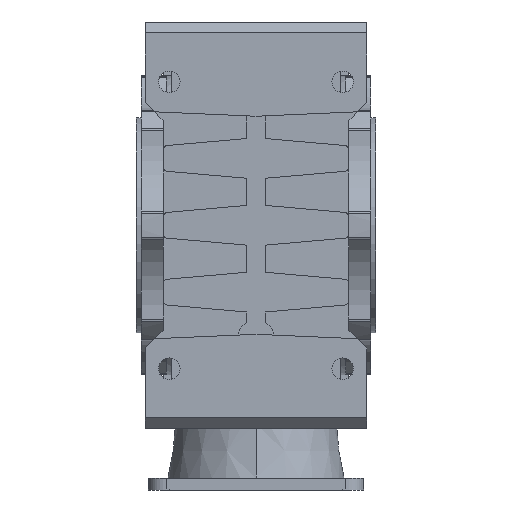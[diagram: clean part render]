
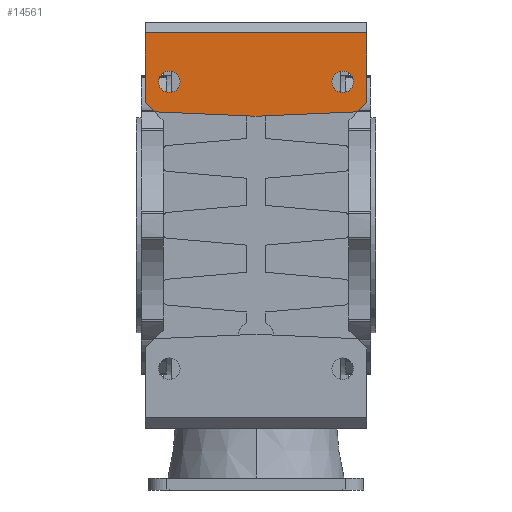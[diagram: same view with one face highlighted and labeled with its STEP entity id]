
A CAD part, front view. The second image highlights one B-rep face of the part: STEP entity #14561.
In plain terms, the highlighted planar face has unit normal (0, -1, 0).
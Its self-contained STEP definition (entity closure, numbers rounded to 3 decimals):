
#108 = EDGE_CURVE ( 'NONE', #22602, #18007, #20802, .T. ) ;
#185 = DIRECTION ( 'NONE',  ( 0., 1., 0. ) ) ;
#392 = CARTESIAN_POINT ( 'NONE',  ( 92.5, -170., 102.639 ) ) ;
#888 = ORIENTED_EDGE ( 'NONE', *, *, #9703, .T. ) ;
#890 = VERTEX_POINT ( 'NONE', #14353 ) ;
#948 = DIRECTION ( 'NONE',  ( 0.707, 0., -0.707 ) ) ;
#1014 = EDGE_LOOP ( 'NONE', ( #22577, #888 ) ) ;
#1036 = LINE ( 'NONE', #16117, #14815 ) ;
#1715 = VECTOR ( 'NONE', #10643, 1000. ) ;
#1915 = CARTESIAN_POINT ( 'NONE',  ( -72.5, -170., 120. ) ) ;
#2204 = CARTESIAN_POINT ( 'NONE',  ( -84.762, -170., 94.901 ) ) ;
#2402 = CIRCLE ( 'NONE', #21121, 9. ) ;
#2679 = DIRECTION ( 'NONE',  ( 0., 1., 0. ) ) ;
#2723 = ORIENTED_EDGE ( 'NONE', *, *, #108, .T. ) ;
#2752 = CARTESIAN_POINT ( 'NONE',  ( -92.5, -170., 102.639 ) ) ;
#2945 = FACE_BOUND ( 'NONE', #1014, .T. ) ;
#2967 = ORIENTED_EDGE ( 'NONE', *, *, #21812, .T. ) ;
#3102 = DIRECTION ( 'NONE',  ( -1., 0., 0. ) ) ;
#3668 = EDGE_LOOP ( 'NONE', ( #22852, #13070 ) ) ;
#4507 = CARTESIAN_POINT ( 'NONE',  ( 72.5, -170., 120. ) ) ;
#4510 = DIRECTION ( 'NONE',  ( 0., 0., 1. ) ) ;
#4534 = ORIENTED_EDGE ( 'NONE', *, *, #18757, .T. ) ;
#4901 = EDGE_CURVE ( 'NONE', #18007, #7994, #5607, .T. ) ;
#5031 = CARTESIAN_POINT ( 'NONE',  ( 0., -170., 91.2 ) ) ;
#5607 = LINE ( 'NONE', #17748, #8752 ) ;
#6140 = CIRCLE ( 'NONE', #21296, 9. ) ;
#6763 = AXIS2_PLACEMENT_3D ( 'NONE', #1915, #185, #18087 ) ;
#6919 = EDGE_CURVE ( 'NONE', #11702, #11256, #17042, .T. ) ;
#6958 = ORIENTED_EDGE ( 'NONE', *, *, #11582, .T. ) ;
#7151 = PLANE ( 'NONE',  #15773 ) ;
#7364 = CARTESIAN_POINT ( 'NONE',  ( 92.5, -170., 170. ) ) ;
#7500 = VECTOR ( 'NONE', #19942, 1000. ) ;
#7535 = CIRCLE ( 'NONE', #6763, 9. ) ;
#7549 = DIRECTION ( 'NONE',  ( 0., 1., 0. ) ) ;
#7599 = CARTESIAN_POINT ( 'NONE',  ( 72.5, -170., 129. ) ) ;
#7994 = VERTEX_POINT ( 'NONE', #23415 ) ;
#8429 = CARTESIAN_POINT ( 'NONE',  ( -92.5, -170., 102.639 ) ) ;
#8752 = VECTOR ( 'NONE', #19572, 1000. ) ;
#8824 = CARTESIAN_POINT ( 'NONE',  ( 92.5, -170., 161. ) ) ;
#9387 = AXIS2_PLACEMENT_3D ( 'NONE', #4507, #13549, #18694 ) ;
#9703 = EDGE_CURVE ( 'NONE', #18863, #19282, #2402, .T. ) ;
#9790 = VERTEX_POINT ( 'NONE', #11836 ) ;
#9925 = VERTEX_POINT ( 'NONE', #19258 ) ;
#10395 = LINE ( 'NONE', #8824, #10912 ) ;
#10643 = DIRECTION ( 'NONE',  ( 0.707, 0., 0.707 ) ) ;
#10912 = VECTOR ( 'NONE', #3102, 1000. ) ;
#10999 = CARTESIAN_POINT ( 'NONE',  ( -72.5, -170., 111. ) ) ;
#11024 = DIRECTION ( 'NONE',  ( 0., 0., 1. ) ) ;
#11053 = ORIENTED_EDGE ( 'NONE', *, *, #6919, .F. ) ;
#11112 = CARTESIAN_POINT ( 'NONE',  ( -72.5, -170., 120. ) ) ;
#11256 = VERTEX_POINT ( 'NONE', #392 ) ;
#11400 = VECTOR ( 'NONE', #21251, 1000. ) ;
#11582 = EDGE_CURVE ( 'NONE', #9925, #11256, #18066, .T. ) ;
#11642 = VERTEX_POINT ( 'NONE', #7599 ) ;
#11702 = VERTEX_POINT ( 'NONE', #12020 ) ;
#11836 = CARTESIAN_POINT ( 'NONE',  ( -92.5, -170., 161. ) ) ;
#12020 = CARTESIAN_POINT ( 'NONE',  ( 92.5, -170., 161. ) ) ;
#12769 = EDGE_CURVE ( 'NONE', #11702, #9790, #10395, .T. ) ;
#12895 = ORIENTED_EDGE ( 'NONE', *, *, #4901, .T. ) ;
#13070 = ORIENTED_EDGE ( 'NONE', *, *, #17182, .T. ) ;
#13389 = CARTESIAN_POINT ( 'NONE',  ( 72.5, -170., 120. ) ) ;
#13549 = DIRECTION ( 'NONE',  ( 0., 1., 0. ) ) ;
#13891 = EDGE_CURVE ( 'NONE', #19282, #18863, #7535, .T. ) ;
#14353 = CARTESIAN_POINT ( 'NONE',  ( 72.5, -170., 111. ) ) ;
#14561 = ADVANCED_FACE ( 'NONE', ( #2945, #21557, #16729 ), #7151, .F. ) ;
#14815 = VECTOR ( 'NONE', #21666, 1000. ) ;
#15773 = AXIS2_PLACEMENT_3D ( 'NONE', #21306, #20031, #11024 ) ;
#16117 = CARTESIAN_POINT ( 'NONE',  ( -92.5, -170., 170. ) ) ;
#16519 = CARTESIAN_POINT ( 'NONE',  ( -72.5, -170., 129. ) ) ;
#16548 = CIRCLE ( 'NONE', #9387, 9. ) ;
#16729 = FACE_OUTER_BOUND ( 'NONE', #23177, .T. ) ;
#16761 = ORIENTED_EDGE ( 'NONE', *, *, #12769, .T. ) ;
#17042 = LINE ( 'NONE', #7364, #7500 ) ;
#17182 = EDGE_CURVE ( 'NONE', #890, #11642, #16548, .T. ) ;
#17323 = LINE ( 'NONE', #5031, #11400 ) ;
#17497 = EDGE_CURVE ( 'NONE', #11642, #890, #6140, .T. ) ;
#17748 = CARTESIAN_POINT ( 'NONE',  ( 0., -170., 91.2 ) ) ;
#17949 = CARTESIAN_POINT ( 'NONE',  ( 92.5, -170., 102.639 ) ) ;
#18007 = VERTEX_POINT ( 'NONE', #2204 ) ;
#18066 = LINE ( 'NONE', #17949, #1715 ) ;
#18087 = DIRECTION ( 'NONE',  ( 0., 0., 1. ) ) ;
#18694 = DIRECTION ( 'NONE',  ( 0., 0., 1. ) ) ;
#18757 = EDGE_CURVE ( 'NONE', #7994, #9925, #17323, .T. ) ;
#18863 = VERTEX_POINT ( 'NONE', #10999 ) ;
#19258 = CARTESIAN_POINT ( 'NONE',  ( 84.762, -170., 94.901 ) ) ;
#19282 = VERTEX_POINT ( 'NONE', #16519 ) ;
#19572 = DIRECTION ( 'NONE',  ( 0.999, 0., -0.044 ) ) ;
#19942 = DIRECTION ( 'NONE',  ( 0., 0., -1. ) ) ;
#20031 = DIRECTION ( 'NONE',  ( 0., 1., 0. ) ) ;
#20230 = VECTOR ( 'NONE', #948, 1000. ) ;
#20802 = LINE ( 'NONE', #2752, #20230 ) ;
#21121 = AXIS2_PLACEMENT_3D ( 'NONE', #11112, #7549, #21776 ) ;
#21251 = DIRECTION ( 'NONE',  ( 0.999, 0., 0.044 ) ) ;
#21296 = AXIS2_PLACEMENT_3D ( 'NONE', #13389, #2679, #4510 ) ;
#21306 = CARTESIAN_POINT ( 'NONE',  ( 92.5, -170., 170. ) ) ;
#21557 = FACE_BOUND ( 'NONE', #3668, .T. ) ;
#21666 = DIRECTION ( 'NONE',  ( 0., 0., -1. ) ) ;
#21776 = DIRECTION ( 'NONE',  ( 0., 0., 1. ) ) ;
#21812 = EDGE_CURVE ( 'NONE', #9790, #22602, #1036, .T. ) ;
#22577 = ORIENTED_EDGE ( 'NONE', *, *, #13891, .T. ) ;
#22602 = VERTEX_POINT ( 'NONE', #8429 ) ;
#22852 = ORIENTED_EDGE ( 'NONE', *, *, #17497, .T. ) ;
#23177 = EDGE_LOOP ( 'NONE', ( #2967, #2723, #12895, #4534, #6958, #11053, #16761 ) ) ;
#23415 = CARTESIAN_POINT ( 'NONE',  ( 0., -170., 91.2 ) ) ;
